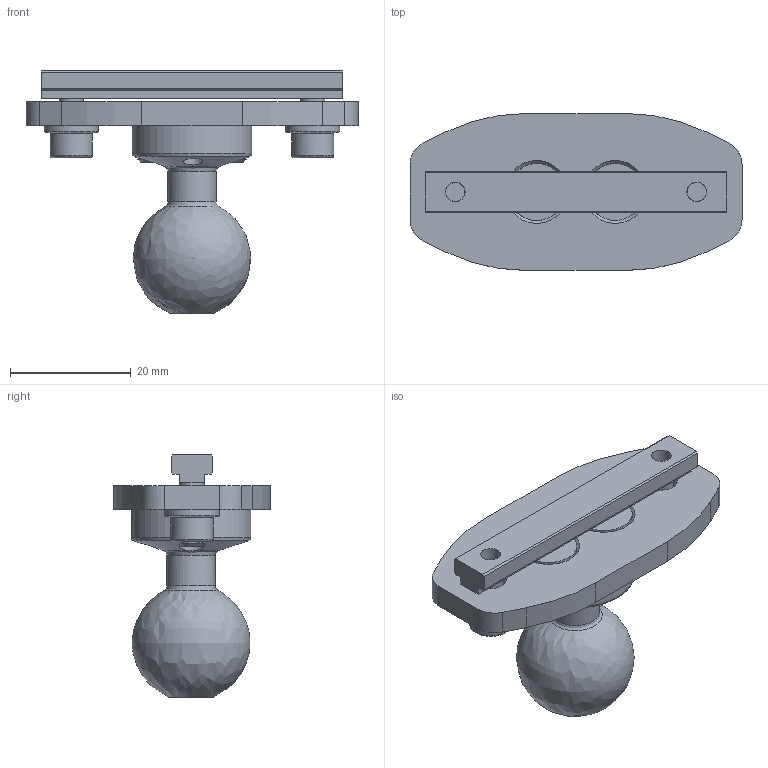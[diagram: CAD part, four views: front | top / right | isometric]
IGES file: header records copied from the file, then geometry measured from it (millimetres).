
Global section: file name: HS Kugelkopf BEK-A; native system: Autodesk Inventor 2020; preprocessor: unknown; author: S. Sandt; organization: di-soric GmbH & Co. KG; date: 20200327.114047; units: millimetre
Bounding box: 55 x 26 x 40.1 mm (x, y, z)
Volume: 12587.3 mm3; surface area: 7067.5 mm2
Topology: 4 solids, 7 shells, 133 faces, 362 edges, 249 vertices
Faces by surface type: bspline 133
